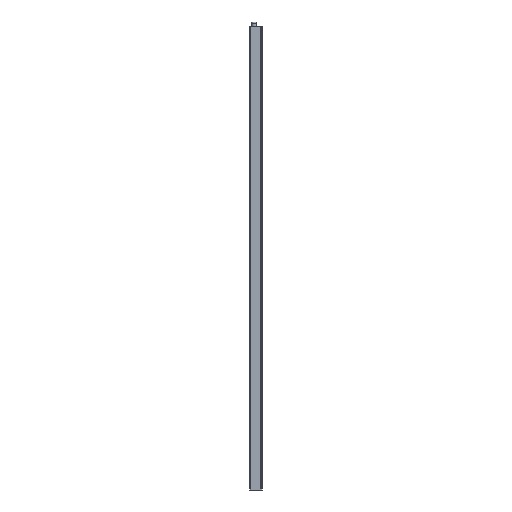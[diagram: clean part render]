
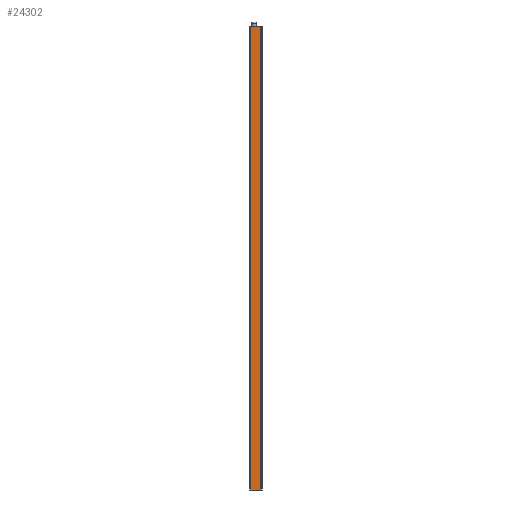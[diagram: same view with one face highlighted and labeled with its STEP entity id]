
A CAD part, left-side view. The second image highlights one B-rep face of the part: STEP entity #24302.
In plain terms, the highlighted planar face has unit normal (-1, 0, 0).
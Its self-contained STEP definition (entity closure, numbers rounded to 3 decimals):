
#1877 = VECTOR ( 'NONE', #17238, 1000. ) ;
#1946 = EDGE_LOOP ( 'NONE', ( #13985, #7806, #14659, #5307 ) ) ;
#2043 = LINE ( 'NONE', #31534, #30210 ) ;
#2302 = FACE_OUTER_BOUND ( 'NONE', #1946, .T. ) ;
#3751 = CARTESIAN_POINT ( 'NONE',  ( -9.263, 8.773, 833. ) ) ;
#5307 = ORIENTED_EDGE ( 'NONE', *, *, #6686, .T. ) ;
#6686 = EDGE_CURVE ( 'NONE', #17132, #13558, #11660, .T. ) ;
#7068 = CARTESIAN_POINT ( 'NONE',  ( -9.263, -9.927, 0. ) ) ;
#7385 = CARTESIAN_POINT ( 'NONE',  ( -9.263, -9.927, 833. ) ) ;
#7444 = CARTESIAN_POINT ( 'NONE',  ( -9.263, -9.927, 833. ) ) ;
#7806 = ORIENTED_EDGE ( 'NONE', *, *, #12049, .F. ) ;
#9442 = DIRECTION ( 'NONE',  ( 0., -1., 0. ) ) ;
#9692 = DIRECTION ( 'NONE',  ( 1., 0., 0. ) ) ;
#9713 = CARTESIAN_POINT ( 'NONE',  ( -9.263, 8.773, 833. ) ) ;
#9839 = DIRECTION ( 'NONE',  ( 0., -1., 0. ) ) ;
#10921 = EDGE_CURVE ( 'NONE', #13558, #20628, #2043, .T. ) ;
#11660 = LINE ( 'NONE', #9713, #30796 ) ;
#11688 = EDGE_CURVE ( 'NONE', #17132, #16380, #25828, .T. ) ;
#12049 = EDGE_CURVE ( 'NONE', #16380, #20628, #14648, .T. ) ;
#13558 = VERTEX_POINT ( 'NONE', #15578 ) ;
#13985 = ORIENTED_EDGE ( 'NONE', *, *, #10921, .T. ) ;
#14648 = LINE ( 'NONE', #7385, #1877 ) ;
#14659 = ORIENTED_EDGE ( 'NONE', *, *, #11688, .F. ) ;
#15578 = CARTESIAN_POINT ( 'NONE',  ( -9.263, 8.773, 0. ) ) ;
#16380 = VERTEX_POINT ( 'NONE', #7444 ) ;
#17132 = VERTEX_POINT ( 'NONE', #21185 ) ;
#17238 = DIRECTION ( 'NONE',  ( 0., 0., -1. ) ) ;
#20628 = VERTEX_POINT ( 'NONE', #7068 ) ;
#21185 = CARTESIAN_POINT ( 'NONE',  ( -9.263, 8.773, 833. ) ) ;
#21336 = CARTESIAN_POINT ( 'NONE',  ( -9.263, 8.773, 833. ) ) ;
#21833 = DIRECTION ( 'NONE',  ( 0., 0., -1. ) ) ;
#22736 = AXIS2_PLACEMENT_3D ( 'NONE', #21336, #9692, #31786 ) ;
#24302 = ADVANCED_FACE ( 'NONE', ( #2302 ), #29052, .F. ) ;
#25828 = LINE ( 'NONE', #3751, #31207 ) ;
#29052 = PLANE ( 'NONE',  #22736 ) ;
#30210 = VECTOR ( 'NONE', #9442, 1000. ) ;
#30796 = VECTOR ( 'NONE', #21833, 1000. ) ;
#31207 = VECTOR ( 'NONE', #9839, 1000. ) ;
#31534 = CARTESIAN_POINT ( 'NONE',  ( -9.263, 8.773, 0. ) ) ;
#31786 = DIRECTION ( 'NONE',  ( 0., 1., 0. ) ) ;
